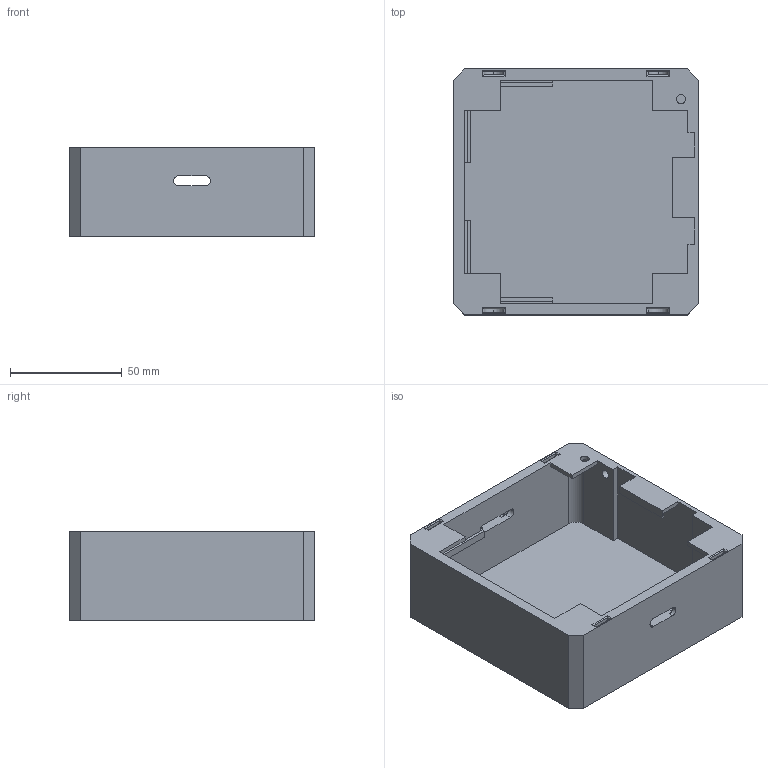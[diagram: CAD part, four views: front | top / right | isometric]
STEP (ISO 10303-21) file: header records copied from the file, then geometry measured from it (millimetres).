
FILE_DESCRIPTION(('HOOPS Exchange Step'),'2;1');
FILE_NAME('temp_export','2024-12-03T19:36:14+03:00',('samilmertkilic'),('Shapr3D Limited'),'HOOPS Exchange 2024.2','Shapr3D','Authorized');
FILE_SCHEMA( ('AP242_MANAGED_MODEL_BASED_3D_ENGINEERING_MIM_LF {1 0 10303 442 1 1 4 }') );
Length unit declared in the file: millimetre
Products named in the file (6): Folder 05 (1); Folder 05 (2); Folder 05; Folder 09; root
Assembly tree (5 placements, depth 3):
  root
    Folder 09
      Folder 05 (1)
      Folder 05 (2)
      Folder 05 (1)
      Folder 05
Bounding box: 110 x 110 x 40 mm (x, y, z)
Volume: 87643.7 mm3; surface area: 62669.8 mm2
Topology: 1 solids, 1 shells, 141 faces, 375 edges, 245 vertices
Faces by surface type: plane 97, cylinder 44
Full cylindrical faces by diameter (mm): 4 x2
Entity records: 4586 total; most frequent: CARTESIAN_POINT 773, DIRECTION 754, ORIENTED_EDGE 750, EDGE_CURVE 375, VECTOR 302, LINE 302, VERTEX_POINT 245, AXIS2_PLACEMENT_3D 226
